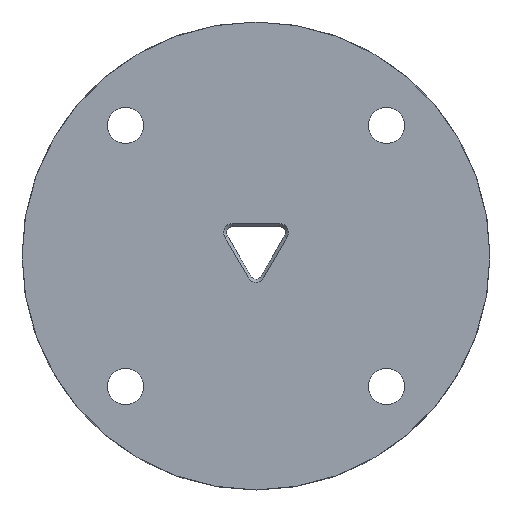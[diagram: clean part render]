
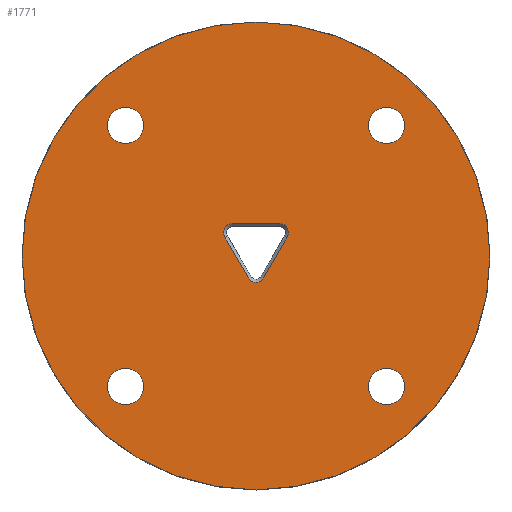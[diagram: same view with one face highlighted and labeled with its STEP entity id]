
A CAD part, top view. The second image highlights one B-rep face of the part: STEP entity #1771.
In plain terms, the highlighted planar face has unit normal (0, 0, 1).
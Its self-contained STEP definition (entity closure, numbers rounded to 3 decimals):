
#39=FACE_BOUND('',#340,.T.);
#40=FACE_BOUND('',#341,.T.);
#41=FACE_BOUND('',#342,.T.);
#42=FACE_BOUND('',#343,.T.);
#43=FACE_BOUND('',#344,.T.);
#125=PLANE('',#1994);
#221=FACE_OUTER_BOUND('',#339,.T.);
#339=EDGE_LOOP('',(#1573));
#340=EDGE_LOOP('',(#1574));
#341=EDGE_LOOP('',(#1575));
#342=EDGE_LOOP('',(#1576));
#343=EDGE_LOOP('',(#1577));
#344=EDGE_LOOP('',(#1578,#1579,#1580,#1581,#1582,#1583));
#448=CIRCLE('',#1978,1.5);
#450=CIRCLE('',#1982,1.5);
#452=CIRCLE('',#1986,1.5);
#456=CIRCLE('',#1995,40.);
#457=CIRCLE('',#1996,3.1);
#458=CIRCLE('',#1997,3.1);
#459=CIRCLE('',#1998,3.1);
#460=CIRCLE('',#1999,3.1);
#582=LINE('',#3065,#718);
#586=LINE('',#3077,#722);
#589=LINE('',#3086,#725);
#718=VECTOR('',#2476,10.);
#722=VECTOR('',#2488,10.);
#725=VECTOR('',#2499,10.);
#864=VERTEX_POINT('',#3054);
#865=VERTEX_POINT('',#3056);
#868=VERTEX_POINT('',#3063);
#870=VERTEX_POINT('',#3069);
#872=VERTEX_POINT('',#3075);
#874=VERTEX_POINT('',#3081);
#879=VERTEX_POINT('',#3103);
#880=VERTEX_POINT('',#3105);
#881=VERTEX_POINT('',#3107);
#882=VERTEX_POINT('',#3109);
#883=VERTEX_POINT('',#3111);
#1093=EDGE_CURVE('',#864,#865,#448,.T.);
#1097=EDGE_CURVE('',#868,#864,#582,.T.);
#1100=EDGE_CURVE('',#870,#868,#450,.T.);
#1103=EDGE_CURVE('',#872,#870,#586,.T.);
#1106=EDGE_CURVE('',#874,#872,#452,.T.);
#1108=EDGE_CURVE('',#865,#874,#589,.T.);
#1117=EDGE_CURVE('',#879,#879,#456,.T.);
#1118=EDGE_CURVE('',#880,#880,#457,.T.);
#1119=EDGE_CURVE('',#881,#881,#458,.T.);
#1120=EDGE_CURVE('',#882,#882,#459,.T.);
#1121=EDGE_CURVE('',#883,#883,#460,.T.);
#1573=ORIENTED_EDGE('',*,*,#1117,.T.);
#1574=ORIENTED_EDGE('',*,*,#1118,.T.);
#1575=ORIENTED_EDGE('',*,*,#1119,.T.);
#1576=ORIENTED_EDGE('',*,*,#1120,.T.);
#1577=ORIENTED_EDGE('',*,*,#1121,.T.);
#1578=ORIENTED_EDGE('',*,*,#1093,.F.);
#1579=ORIENTED_EDGE('',*,*,#1097,.F.);
#1580=ORIENTED_EDGE('',*,*,#1100,.F.);
#1581=ORIENTED_EDGE('',*,*,#1103,.F.);
#1582=ORIENTED_EDGE('',*,*,#1106,.F.);
#1583=ORIENTED_EDGE('',*,*,#1108,.F.);
#1771=ADVANCED_FACE('',(#221,#39,#40,#41,#42,#43),#125,.T.);
#1978=AXIS2_PLACEMENT_3D('',#3057,#2468,#2469);
#1982=AXIS2_PLACEMENT_3D('',#3071,#2481,#2482);
#1986=AXIS2_PLACEMENT_3D('',#3083,#2493,#2494);
#1994=AXIS2_PLACEMENT_3D('',#3102,#2516,#2517);
#1995=AXIS2_PLACEMENT_3D('',#3104,#2518,#2519);
#1996=AXIS2_PLACEMENT_3D('',#3106,#2520,#2521);
#1997=AXIS2_PLACEMENT_3D('',#3108,#2522,#2523);
#1998=AXIS2_PLACEMENT_3D('',#3110,#2524,#2525);
#1999=AXIS2_PLACEMENT_3D('',#3112,#2526,#2527);
#2468=DIRECTION('center_axis',(0.,0.,1.));
#2469=DIRECTION('ref_axis',(0.866,-0.5,0.));
#2476=DIRECTION('',(0.5,0.866,0.));
#2481=DIRECTION('center_axis',(0.,0.,1.));
#2482=DIRECTION('ref_axis',(-0.866,-0.5,0.));
#2488=DIRECTION('',(0.5,-0.866,0.));
#2493=DIRECTION('center_axis',(0.,0.,1.));
#2494=DIRECTION('ref_axis',(0.,1.,0.));
#2499=DIRECTION('',(-1.,0.,0.));
#2516=DIRECTION('center_axis',(0.,0.,1.));
#2517=DIRECTION('ref_axis',(1.,0.,0.));
#2518=DIRECTION('center_axis',(0.,0.,1.));
#2519=DIRECTION('ref_axis',(1.,0.,0.));
#2520=DIRECTION('center_axis',(0.,0.,-1.));
#2521=DIRECTION('ref_axis',(1.,0.,0.));
#2522=DIRECTION('center_axis',(0.,0.,-1.));
#2523=DIRECTION('ref_axis',(1.,0.,0.));
#2524=DIRECTION('center_axis',(0.,0.,-1.));
#2525=DIRECTION('ref_axis',(1.,0.,0.));
#2526=DIRECTION('center_axis',(0.,0.,-1.));
#2527=DIRECTION('ref_axis',(1.,0.,0.));
#3054=CARTESIAN_POINT('',(5.34,3.25,2.));
#3056=CARTESIAN_POINT('',(4.041,5.5,2.));
#3057=CARTESIAN_POINT('Origin',(4.041,4.,2.));
#3063=CARTESIAN_POINT('',(1.299,-3.75,2.));
#3065=CARTESIAN_POINT('',(1.949,-2.625,2.));
#3069=CARTESIAN_POINT('',(-1.299,-3.75,2.));
#3071=CARTESIAN_POINT('Origin',(0.,-3.,2.));
#3075=CARTESIAN_POINT('',(-5.34,3.25,2.));
#3077=CARTESIAN_POINT('',(-3.969,0.875,2.));
#3081=CARTESIAN_POINT('',(-4.041,5.5,2.));
#3083=CARTESIAN_POINT('Origin',(-4.041,4.,2.));
#3086=CARTESIAN_POINT('',(2.021,5.5,2.));
#3102=CARTESIAN_POINT('Origin',(0.,0.,2.));
#3103=CARTESIAN_POINT('',(-40.,0.,2.));
#3104=CARTESIAN_POINT('Origin',(0.,0.,2.));
#3105=CARTESIAN_POINT('',(-25.422,22.322,2.));
#3106=CARTESIAN_POINT('Origin',(-22.322,22.322,2.));
#3107=CARTESIAN_POINT('',(19.222,-22.322,2.));
#3108=CARTESIAN_POINT('Origin',(22.322,-22.322,2.));
#3109=CARTESIAN_POINT('',(19.222,22.322,2.));
#3110=CARTESIAN_POINT('Origin',(22.322,22.322,2.));
#3111=CARTESIAN_POINT('',(-25.422,-22.322,2.));
#3112=CARTESIAN_POINT('Origin',(-22.322,-22.322,2.));
